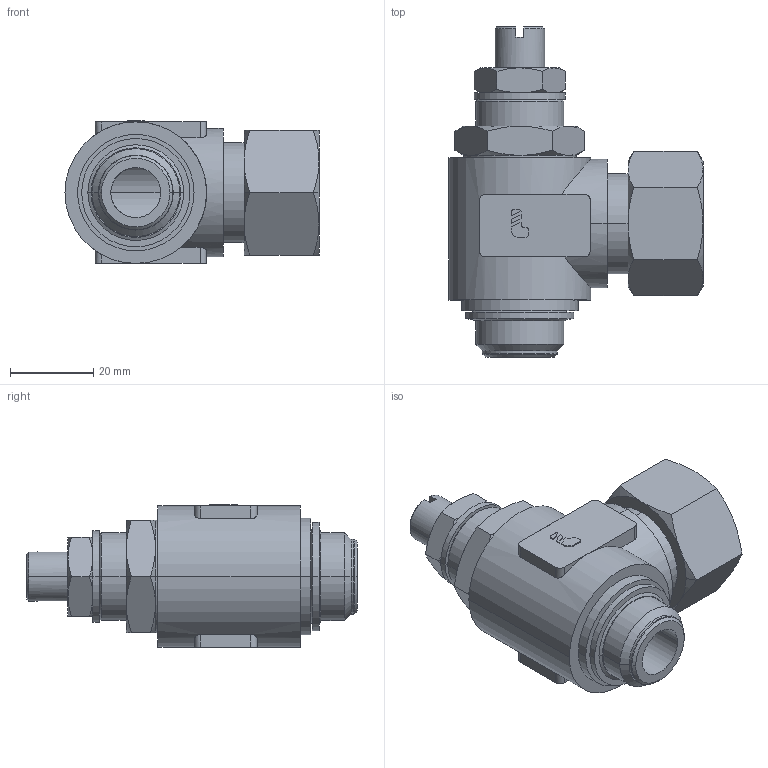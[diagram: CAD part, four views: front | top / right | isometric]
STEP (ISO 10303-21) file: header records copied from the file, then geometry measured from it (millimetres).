
FILE_DESCRIPTION(('STEP AP214'),'1');
FILE_NAME('7762_18_21.stp','2016-07-07T14:31:24',('TraceParts'),('TraceParts S.A.'),'Spatial InterOp 3D',' ',' ');
FILE_SCHEMA(('automotive_design'));
Length unit declared in the file: millimetre
Products named in the file (1): 1
Bounding box: 61 x 79.43 x 34.3 mm (x, y, z)
Volume: 53771.9 mm3; surface area: 16577.9 mm2
Topology: 1 solids, 1 shells, 181 faces, 420 edges, 256 vertices
Faces by surface type: cone 70, plane 67, cylinder 42, torus 2
Entity records: 5380 total; most frequent: CARTESIAN_POINT 1395, DIRECTION 850, ORIENTED_EDGE 836, EDGE_CURVE 418, AXIS2_PLACEMENT_3D 344, VERTEX_POINT 256, EDGE_LOOP 200, ADVANCED_FACE 181
